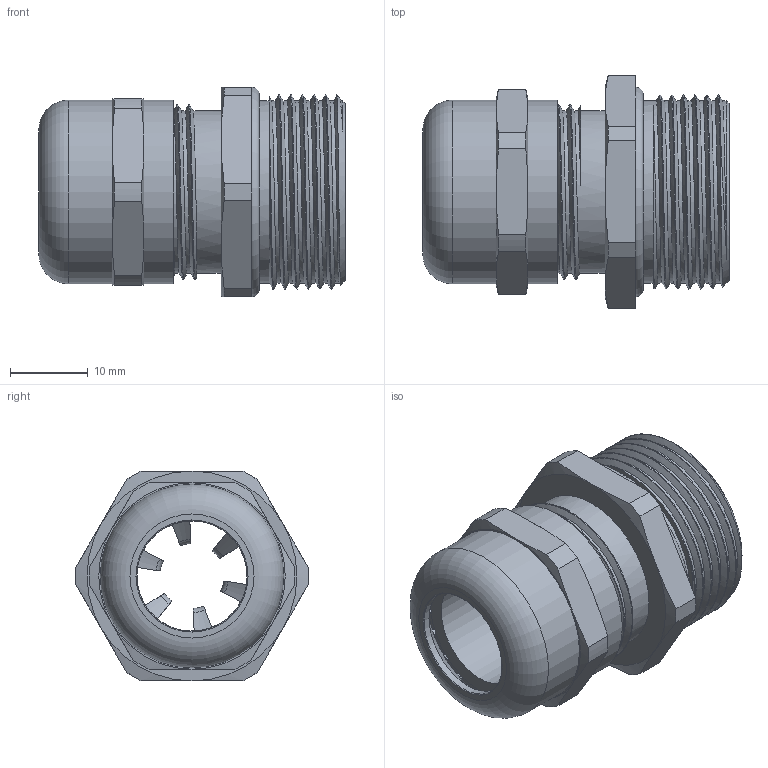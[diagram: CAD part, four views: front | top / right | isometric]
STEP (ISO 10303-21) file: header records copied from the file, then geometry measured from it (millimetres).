
FILE_DESCRIPTION(/* description */ ('Euro-Top-EMV 2. Gen. M 25x1,5, L= 12 mm'),/* implementation_level */ '2;1');
FILE_NAME(/* name */ '61480525-RST.stp',/* time_stamp */ '2020-02-12T15:27:25+01:00',/* author */ ('sl'),/* organization */ (''),/* preprocessor_version */ 'ST-DEVELOPER v16.5',/* originating_system */ 'Autodesk Inventor 2017',/* authorisation */ '');
FILE_SCHEMA (('AUTOMOTIVE_DESIGN { 1 0 10303 214 3 1 1 }'));
Length unit declared in the file: millimetre
Products named in the file (7): 61480525; 61480525_1; 61480525_2; 61480525_3; 61480525_4; 61480525_5; 61480525_6
Assembly tree (6 placements, depth 2):
  61480525
    61480525_1
    61480525_2
    61480525_3
    61480525_4
    61480525_5
    61480525_6
Bounding box: 39.43 x 29.93 x 27 mm (x, y, z)
Volume: 8453.3 mm3; surface area: 13482.9 mm2
Topology: 6 solids, 6 shells, 438 faces, 1226 edges, 806 vertices
Faces by surface type: plane 195, cylinder 147, cone 45, torus 45, bspline 6
Full cylindrical faces by diameter (mm): 14.17 x1, 14.23 x1, 14.51 x1, 16.53 x1, 16.95 x1, 17.15 x2, 17.87 x1, 18.03 x1, 18.3 x1, 18.43 x1, 19 x1, 19.11 x1, 20.76 x1, 20.958 x4, 22.772 x8, 23.458 x6, 23.63 x2, 26.458 x1
Entity records: 17783 total; most frequent: CARTESIAN_POINT 6967, ORIENTED_EDGE 2262, DIRECTION 2242, EDGE_CURVE 1131, AXIS2_PLACEMENT_3D 875, VERTEX_POINT 758, LINE 492, VECTOR 492
